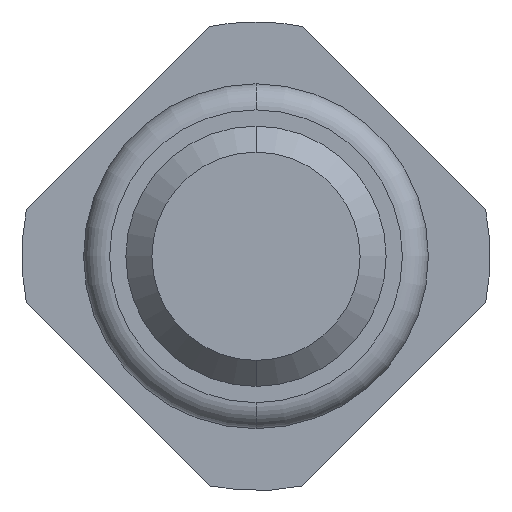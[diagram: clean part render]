
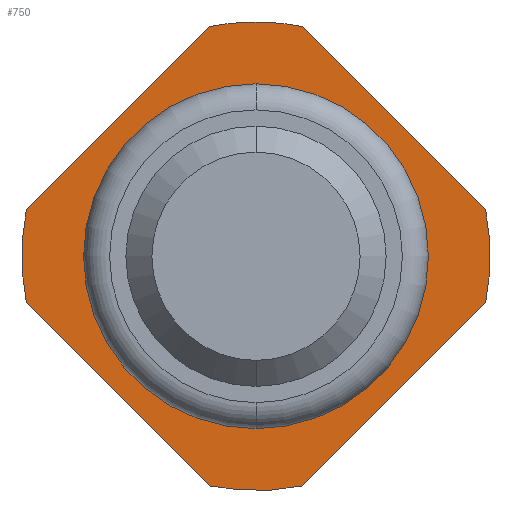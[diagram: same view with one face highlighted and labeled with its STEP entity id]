
A CAD part, front view. The second image highlights one B-rep face of the part: STEP entity #750.
In plain terms, the highlighted planar face has unit normal (0, -1, 0).
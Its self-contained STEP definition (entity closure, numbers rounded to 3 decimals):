
#39 = AXIS2_PLACEMENT_3D ( 'NONE', #695, #3054, #280 ) ;
#154 = EDGE_CURVE ( 'Defeature ausgef�hrt2_2+Defeature ausgef�hrt2_0+Defeature ausgef�hrt2_17+Defeature ausgef�hrt2_18', #837, #3086, #4052, .T. ) ;
#280 = DIRECTION ( 'NONE',  ( 0., 0., 1. ) ) ;
#296 = EDGE_CURVE ( 'Defeature ausgef�hrt2_3+Defeature ausgef�hrt2_0+Defeature ausgef�hrt2_16+Defeature ausgef�hrt2_17', #4802, #4523, #846, .T. ) ;
#319 = VECTOR ( 'NONE', #4347, 1000. ) ;
#362 = EDGE_CURVE ( 'Defeature ausgef�hrt2_0+Defeature ausgef�hrt2_12+Defeature ausgef�hrt2_12+Defeature ausgef�hrt2_12', #832, #2985, #4603, .T. ) ;
#424 = CARTESIAN_POINT ( 'NONE',  ( -1.764, -2., -0.357 ) ) ;
#485 = ORIENTED_EDGE ( 'NONE', *, *, #3605, .F. ) ;
#647 = DIRECTION ( 'NONE',  ( 0., 1., 0. ) ) ;
#650 = DIRECTION ( 'NONE',  ( 0., 1., 0. ) ) ;
#695 = CARTESIAN_POINT ( 'NONE',  ( 0., -2., 0. ) ) ;
#723 = DIRECTION ( 'NONE',  ( 0., 0., 1. ) ) ;
#736 = FACE_OUTER_BOUND ( 'NONE', #3011, .T. ) ;
#750 = ADVANCED_FACE ( 'Defeature ausgef�hrt2_0', ( #986, #736 ), #4265, .F. ) ;
#820 = CARTESIAN_POINT ( 'NONE',  ( 0.357, -2., 1.764 ) ) ;
#832 = VERTEX_POINT ( 'NONE', #3574 ) ;
#837 = VERTEX_POINT ( 'NONE', #3215 ) ;
#846 = CIRCLE ( 'NONE', #5037, 1.8 ) ;
#879 = DIRECTION ( 'NONE',  ( 0.707, 0., 0.707 ) ) ;
#962 = CARTESIAN_POINT ( 'NONE',  ( -1.764, -2., 0.357 ) ) ;
#986 = FACE_BOUND ( 'NONE', #3953, .T. ) ;
#1178 = DIRECTION ( 'NONE',  ( 0., 0., 1. ) ) ;
#1267 = CARTESIAN_POINT ( 'NONE',  ( -0.357, -2., -1.764 ) ) ;
#1283 = ORIENTED_EDGE ( 'NONE', *, *, #296, .F. ) ;
#1440 = LINE ( 'NONE', #3649, #2048 ) ;
#1532 = ORIENTED_EDGE ( 'NONE', *, *, #154, .F. ) ;
#1591 = EDGE_CURVE ( 'Defeature ausgef�hrt2_1+Defeature ausgef�hrt2_0+Defeature ausgef�hrt2_18+Defeature ausgef�hrt2_15', #3940, #4244, #3363, .T. ) ;
#1664 = AXIS2_PLACEMENT_3D ( 'NONE', #1767, #2491, #3613 ) ;
#1719 = AXIS2_PLACEMENT_3D ( 'NONE', #1856, #650, #4188 ) ;
#1767 = CARTESIAN_POINT ( 'NONE',  ( 0., -2., 0. ) ) ;
#1804 = ORIENTED_EDGE ( 'NONE', *, *, #1847, .F. ) ;
#1847 = EDGE_CURVE ( 'Defeature ausgef�hrt2_18+Defeature ausgef�hrt2_0+Defeature ausgef�hrt2_2+Defeature ausgef�hrt2_1', #2836, #3940, #1440, .T. ) ;
#1856 = CARTESIAN_POINT ( 'NONE',  ( 0., -2., 0. ) ) ;
#1867 = DIRECTION ( 'NONE',  ( 0., 1., 0. ) ) ;
#1889 = CARTESIAN_POINT ( 'NONE',  ( 0., -2., 1.8 ) ) ;
#1932 = DIRECTION ( 'NONE',  ( 0., 1., 0. ) ) ;
#1933 = CARTESIAN_POINT ( 'NONE',  ( 0.357, -2., -1.764 ) ) ;
#2048 = VECTOR ( 'NONE', #3666, 1000. ) ;
#2085 = VERTEX_POINT ( 'NONE', #1933 ) ;
#2149 = CIRCLE ( 'NONE', #4652, 1.325 ) ;
#2204 = CARTESIAN_POINT ( 'NONE',  ( 0., -2., 0. ) ) ;
#2207 = VECTOR ( 'NONE', #3845, 1000. ) ;
#2227 = AXIS2_PLACEMENT_3D ( 'NONE', #4284, #1932, #4661 ) ;
#2265 = LINE ( 'NONE', #3866, #2207 ) ;
#2272 = AXIS2_PLACEMENT_3D ( 'NONE', #2557, #3323, #3724 ) ;
#2491 = DIRECTION ( 'NONE',  ( 0., 1., 0. ) ) ;
#2557 = CARTESIAN_POINT ( 'NONE',  ( 0., -2., 0. ) ) ;
#2721 = CARTESIAN_POINT ( 'NONE',  ( 1.764, -2., 0.357 ) ) ;
#2748 = CIRCLE ( 'NONE', #2272, 1.8 ) ;
#2776 = CARTESIAN_POINT ( 'NONE',  ( -0.161, -2., -1.961 ) ) ;
#2836 = VERTEX_POINT ( 'NONE', #820 ) ;
#2860 = ORIENTED_EDGE ( 'NONE', *, *, #4995, .F. ) ;
#2881 = EDGE_CURVE ( 'Defeature ausgef�hrt2_16+Defeature ausgef�hrt2_0+Defeature ausgef�hrt2_4+Defeature ausgef�hrt2_3', #2906, #4802, #3194, .T. ) ;
#2906 = VERTEX_POINT ( 'NONE', #1267 ) ;
#2985 = VERTEX_POINT ( 'NONE', #3999 ) ;
#2998 = CARTESIAN_POINT ( 'NONE',  ( 0., -2., 0. ) ) ;
#3011 = EDGE_LOOP ( 'NONE', ( #1804, #3884, #1532, #4583, #1283, #4414, #2860, #485, #4935 ) ) ;
#3054 = DIRECTION ( 'NONE',  ( 0., 1., 0. ) ) ;
#3067 = EDGE_CURVE ( 'Defeature ausgef�hrt2_2+Defeature ausgef�hrt2_0+Defeature ausgef�hrt2_17+Defeature ausgef�hrt2_18', #3086, #2836, #3537, .T. ) ;
#3086 = VERTEX_POINT ( 'NONE', #1889 ) ;
#3174 = CARTESIAN_POINT ( 'NONE',  ( -0.161, -2., 1.961 ) ) ;
#3194 = LINE ( 'NONE', #2776, #319 ) ;
#3215 = CARTESIAN_POINT ( 'NONE',  ( -0.357, -2., 1.764 ) ) ;
#3282 = VECTOR ( 'NONE', #879, 1000. ) ;
#3323 = DIRECTION ( 'NONE',  ( 0., 1., 0. ) ) ;
#3361 = DIRECTION ( 'NONE',  ( 0., 0., 1. ) ) ;
#3363 = CIRCLE ( 'NONE', #1719, 1.8 ) ;
#3537 = CIRCLE ( 'NONE', #3856, 1.8 ) ;
#3574 = CARTESIAN_POINT ( 'NONE',  ( 0., -2., 1.325 ) ) ;
#3605 = EDGE_CURVE ( 'Defeature ausgef�hrt2_15+Defeature ausgef�hrt2_0+Defeature ausgef�hrt2_1+Defeature ausgef�hrt2_4', #4244, #2085, #2265, .T. ) ;
#3613 = DIRECTION ( 'NONE',  ( 0., 0., 1. ) ) ;
#3649 = CARTESIAN_POINT ( 'NONE',  ( 1.961, -2., 0.161 ) ) ;
#3666 = DIRECTION ( 'NONE',  ( 0.707, 0., -0.707 ) ) ;
#3724 = DIRECTION ( 'NONE',  ( 0., 0., 1. ) ) ;
#3845 = DIRECTION ( 'NONE',  ( -0.707, 0., -0.707 ) ) ;
#3856 = AXIS2_PLACEMENT_3D ( 'NONE', #2204, #1867, #723 ) ;
#3866 = CARTESIAN_POINT ( 'NONE',  ( 1.961, -2., -0.161 ) ) ;
#3884 = ORIENTED_EDGE ( 'NONE', *, *, #3067, .F. ) ;
#3913 = EDGE_CURVE ( 'Defeature ausgef�hrt2_0+Defeature ausgef�hrt2_12+Defeature ausgef�hrt2_12+Defeature ausgef�hrt2_12', #2985, #832, #2149, .T. ) ;
#3940 = VERTEX_POINT ( 'NONE', #2721 ) ;
#3953 = EDGE_LOOP ( 'NONE', ( #4047, #4252 ) ) ;
#3999 = CARTESIAN_POINT ( 'NONE',  ( 0., -2., -1.325 ) ) ;
#4047 = ORIENTED_EDGE ( 'NONE', *, *, #362, .T. ) ;
#4052 = CIRCLE ( 'NONE', #1664, 1.8 ) ;
#4188 = DIRECTION ( 'NONE',  ( 0., 0., 1. ) ) ;
#4244 = VERTEX_POINT ( 'NONE', #4645 ) ;
#4252 = ORIENTED_EDGE ( 'NONE', *, *, #3913, .T. ) ;
#4265 = PLANE ( 'NONE',  #2227 ) ;
#4284 = CARTESIAN_POINT ( 'NONE',  ( 1.8, -2., 0. ) ) ;
#4313 = DIRECTION ( 'NONE',  ( 0., 1., 0. ) ) ;
#4323 = LINE ( 'NONE', #3174, #3282 ) ;
#4330 = CARTESIAN_POINT ( 'NONE',  ( 0., -2., 0. ) ) ;
#4347 = DIRECTION ( 'NONE',  ( -0.707, 0., 0.707 ) ) ;
#4414 = ORIENTED_EDGE ( 'NONE', *, *, #2881, .F. ) ;
#4523 = VERTEX_POINT ( 'NONE', #962 ) ;
#4583 = ORIENTED_EDGE ( 'NONE', *, *, #4868, .F. ) ;
#4603 = CIRCLE ( 'NONE', #39, 1.325 ) ;
#4645 = CARTESIAN_POINT ( 'NONE',  ( 1.764, -2., -0.357 ) ) ;
#4652 = AXIS2_PLACEMENT_3D ( 'NONE', #4330, #4313, #1178 ) ;
#4661 = DIRECTION ( 'NONE',  ( 0., 0., 1. ) ) ;
#4802 = VERTEX_POINT ( 'NONE', #424 ) ;
#4868 = EDGE_CURVE ( 'Defeature ausgef�hrt2_17+Defeature ausgef�hrt2_0+Defeature ausgef�hrt2_3+Defeature ausgef�hrt2_2', #4523, #837, #4323, .T. ) ;
#4935 = ORIENTED_EDGE ( 'NONE', *, *, #1591, .F. ) ;
#4995 = EDGE_CURVE ( 'Defeature ausgef�hrt2_4+Defeature ausgef�hrt2_0+Defeature ausgef�hrt2_15+Defeature ausgef�hrt2_16', #2085, #2906, #2748, .T. ) ;
#5037 = AXIS2_PLACEMENT_3D ( 'NONE', #2998, #647, #3361 ) ;
